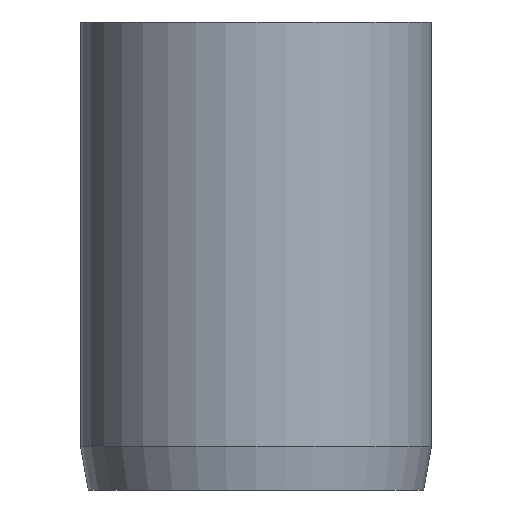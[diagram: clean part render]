
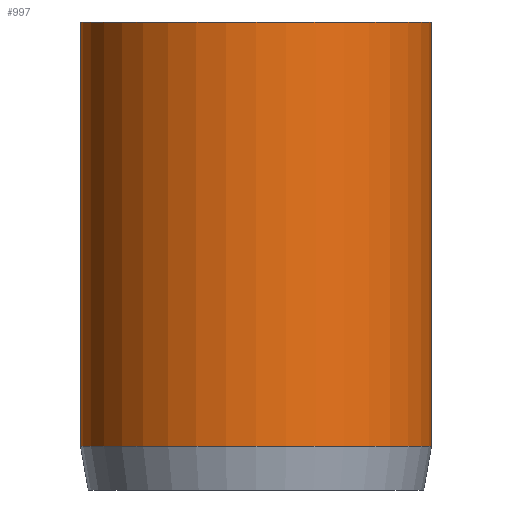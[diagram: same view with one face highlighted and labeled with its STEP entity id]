
A CAD part, front view. The second image highlights one B-rep face of the part: STEP entity #997.
In plain terms, the highlighted cylindrical face has radius 6 mm (diameter 12 mm), a partial arc.
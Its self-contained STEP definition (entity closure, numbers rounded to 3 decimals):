
#11 = CYLINDRICAL_SURFACE ( 'NONE', #602, 6. ) ;
#77 = CARTESIAN_POINT ( 'NONE',  ( -6., 0., 16. ) ) ;
#96 = LINE ( 'NONE', #295, #750 ) ;
#121 = AXIS2_PLACEMENT_3D ( 'NONE', #745, #213, #825 ) ;
#123 = CARTESIAN_POINT ( 'NONE',  ( 6., 0., 1.5 ) ) ;
#139 = EDGE_CURVE ( 'NONE', #312, #754, #564, .T. ) ;
#175 = CIRCLE ( 'NONE', #121, 6. ) ;
#188 = DIRECTION ( 'NONE',  ( 0., 0., 1. ) ) ;
#213 = DIRECTION ( 'NONE',  ( 0., 0., 1. ) ) ;
#215 = DIRECTION ( 'NONE',  ( -1., 0., 0. ) ) ;
#295 = CARTESIAN_POINT ( 'NONE',  ( -6., 0., 16. ) ) ;
#312 = VERTEX_POINT ( 'NONE', #944 ) ;
#353 = EDGE_LOOP ( 'NONE', ( #366, #967, #665, #981 ) ) ;
#366 = ORIENTED_EDGE ( 'NONE', *, *, #139, .F. ) ;
#437 = EDGE_CURVE ( 'NONE', #584, #979, #96, .T. ) ;
#482 = CIRCLE ( 'NONE', #850, 6. ) ;
#564 = LINE ( 'NONE', #923, #784 ) ;
#584 = VERTEX_POINT ( 'NONE', #77 ) ;
#602 = AXIS2_PLACEMENT_3D ( 'NONE', #1007, #1087, #215 ) ;
#665 = ORIENTED_EDGE ( 'NONE', *, *, #437, .T. ) ;
#724 = CARTESIAN_POINT ( 'NONE',  ( 0., 0., 16. ) ) ;
#745 = CARTESIAN_POINT ( 'NONE',  ( 0., 0., 1.5 ) ) ;
#750 = VECTOR ( 'NONE', #1065, 1000. ) ;
#754 = VERTEX_POINT ( 'NONE', #123 ) ;
#759 = DIRECTION ( 'NONE',  ( 0., 0., -1. ) ) ;
#784 = VECTOR ( 'NONE', #759, 1000. ) ;
#805 = DIRECTION ( 'NONE',  ( 1., 0., 0. ) ) ;
#823 = FACE_OUTER_BOUND ( 'NONE', #353, .T. ) ;
#825 = DIRECTION ( 'NONE',  ( 1., 0., 0. ) ) ;
#850 = AXIS2_PLACEMENT_3D ( 'NONE', #724, #188, #805 ) ;
#862 = EDGE_CURVE ( 'NONE', #584, #312, #482, .T. ) ;
#921 = CARTESIAN_POINT ( 'NONE',  ( -6., 0., 1.5 ) ) ;
#923 = CARTESIAN_POINT ( 'NONE',  ( 6., 0., 16. ) ) ;
#944 = CARTESIAN_POINT ( 'NONE',  ( 6., 0., 16. ) ) ;
#965 = EDGE_CURVE ( 'NONE', #979, #754, #175, .T. ) ;
#967 = ORIENTED_EDGE ( 'NONE', *, *, #862, .F. ) ;
#979 = VERTEX_POINT ( 'NONE', #921 ) ;
#981 = ORIENTED_EDGE ( 'NONE', *, *, #965, .T. ) ;
#997 = ADVANCED_FACE ( 'NONE', ( #823 ), #11, .T. ) ;
#1007 = CARTESIAN_POINT ( 'NONE',  ( 0., 0., 16. ) ) ;
#1065 = DIRECTION ( 'NONE',  ( 0., 0., -1. ) ) ;
#1087 = DIRECTION ( 'NONE',  ( 0., 0., -1. ) ) ;
